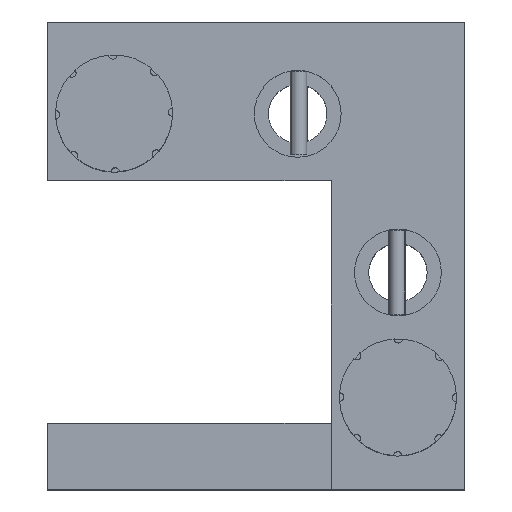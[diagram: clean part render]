
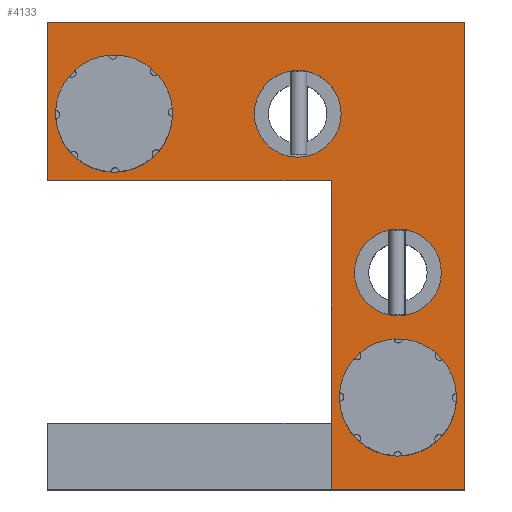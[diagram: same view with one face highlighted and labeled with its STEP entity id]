
A CAD part, top view. The second image highlights one B-rep face of the part: STEP entity #4133.
In plain terms, the highlighted planar face has unit normal (0, 0, 1).
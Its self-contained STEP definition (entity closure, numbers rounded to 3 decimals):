
#686 = ORIENTED_EDGE ( 'NONE', *, *, #3079, .T. ) ;
#692 = VERTEX_POINT ( 'NONE', #1862 ) ;
#736 = VERTEX_POINT ( 'NONE', #2159 ) ;
#810 = ORIENTED_EDGE ( 'NONE', *, *, #3133, .T. ) ;
#817 = VERTEX_POINT ( 'NONE', #1885 ) ;
#825 = ORIENTED_EDGE ( 'NONE', *, *, #3060, .F. ) ;
#897 = ORIENTED_EDGE ( 'NONE', *, *, #2824, .T. ) ;
#921 = VERTEX_POINT ( 'NONE', #2084 ) ;
#927 = VERTEX_POINT ( 'NONE', #1545 ) ;
#940 = ORIENTED_EDGE ( 'NONE', *, *, #3130, .F. ) ;
#965 = VERTEX_POINT ( 'NONE', #1846 ) ;
#966 = VERTEX_POINT ( 'NONE', #1835 ) ;
#979 = ORIENTED_EDGE ( 'NONE', *, *, #3111, .T. ) ;
#998 = ORIENTED_EDGE ( 'NONE', *, *, #3127, .F. ) ;
#1003 = VERTEX_POINT ( 'NONE', #2010 ) ;
#1008 = VERTEX_POINT ( 'NONE', #1951 ) ;
#1051 = ORIENTED_EDGE ( 'NONE', *, *, #3008, .T. ) ;
#1056 = ORIENTED_EDGE ( 'NONE', *, *, #2872, .F. ) ;
#1068 = ORIENTED_EDGE ( 'NONE', *, *, #3145, .T. ) ;
#1084 = VERTEX_POINT ( 'NONE', #1511 ) ;
#1145 = VERTEX_POINT ( 'NONE', #2140 ) ;
#1175 = VERTEX_POINT ( 'NONE', #1746 ) ;
#1177 = ORIENTED_EDGE ( 'NONE', *, *, #3002, .F. ) ;
#1185 = ORIENTED_EDGE ( 'NONE', *, *, #3000, .F. ) ;
#1189 = ORIENTED_EDGE ( 'NONE', *, *, #3144, .F. ) ;
#1236 = VERTEX_POINT ( 'NONE', #2053 ) ;
#1239 = VERTEX_POINT ( 'NONE', #2020 ) ;
#1244 = ORIENTED_EDGE ( 'NONE', *, *, #3018, .F. ) ;
#1374 = VECTOR ( 'NONE', #2153, 1000. ) ;
#1397 = VECTOR ( 'NONE', #5656, 1000. ) ;
#1404 = AXIS2_PLACEMENT_3D ( 'NONE', #6451, #6458, #6459 ) ;
#1453 = VECTOR ( 'NONE', #6421, 1000. ) ;
#1459 = AXIS2_PLACEMENT_3D ( 'NONE', #6499, #6509, #6390 ) ;
#1468 = EDGE_LOOP ( 'NONE', ( #1056, #940 ) ) ;
#1511 = CARTESIAN_POINT ( 'NONE',  ( -51.838, -14.447, 6.5 ) ) ;
#1545 = CARTESIAN_POINT ( 'NONE',  ( -26.838, -14.447, 6.5 ) ) ;
#1694 = EDGE_LOOP ( 'NONE', ( #1185, #825 ) ) ;
#1746 = CARTESIAN_POINT ( 'NONE',  ( -33.438, -29.447, 6.5 ) ) ;
#1749 = CARTESIAN_POINT ( 'NONE',  ( -51.838, -23.947, 6.5 ) ) ;
#1826 = EDGE_LOOP ( 'NONE', ( #1051, #686, #897, #810, #979, #1068 ) ) ;
#1835 = CARTESIAN_POINT ( 'NONE',  ( -34.838, -42.447, 6.5 ) ) ;
#1846 = CARTESIAN_POINT ( 'NONE',  ( -34.838, -23.947, 6.5 ) ) ;
#1862 = CARTESIAN_POINT ( 'NONE',  ( -50.838, -19.947, 6.5 ) ) ;
#1885 = CARTESIAN_POINT ( 'NONE',  ( -34.238, -19.947, 6.5 ) ) ;
#1951 = CARTESIAN_POINT ( 'NONE',  ( -39.438, -19.947, 6.5 ) ) ;
#1954 = EDGE_LOOP ( 'NONE', ( #1189, #1177 ) ) ;
#2010 = CARTESIAN_POINT ( 'NONE',  ( -33.838, -36.947, 6.5 ) ) ;
#2020 = CARTESIAN_POINT ( 'NONE',  ( -44.838, -19.947, 6.5 ) ) ;
#2030 = AXIS2_PLACEMENT_3D ( 'NONE', #6384, #6383, #6386 ) ;
#2053 = CARTESIAN_POINT ( 'NONE',  ( -51.838, -23.947, 6.5 ) ) ;
#2068 = AXIS2_PLACEMENT_3D ( 'NONE', #6317, #6313, #6311 ) ;
#2076 = LINE ( 'NONE', #1749, #1374 ) ;
#2084 = CARTESIAN_POINT ( 'NONE',  ( -26.838, -42.447, 6.5 ) ) ;
#2140 = CARTESIAN_POINT ( 'NONE',  ( -28.238, -29.447, 6.5 ) ) ;
#2149 = EDGE_LOOP ( 'NONE', ( #998, #1244 ) ) ;
#2153 = DIRECTION ( 'NONE',  ( 0., -1., 0. ) ) ;
#2159 = CARTESIAN_POINT ( 'NONE',  ( -27.838, -36.947, 6.5 ) ) ;
#2267 = AXIS2_PLACEMENT_3D ( 'NONE', #3514, #3553, #3284 ) ;
#2309 = VECTOR ( 'NONE', #5911, 1000. ) ;
#2344 = VECTOR ( 'NONE', #5865, 1000. ) ;
#2345 = AXIS2_PLACEMENT_3D ( 'NONE', #5853, #5854, #5855 ) ;
#2574 = AXIS2_PLACEMENT_3D ( 'NONE', #5899, #5906, #5907 ) ;
#2650 = VECTOR ( 'NONE', #5799, 1000. ) ;
#2817 = AXIS2_PLACEMENT_3D ( 'NONE', #5844, #5845, #5846 ) ;
#2824 = EDGE_CURVE ( 'NONE', #1084, #1236, #2076, .T. ) ;
#2872 = EDGE_CURVE ( 'NONE', #1145, #1175, #4559, .T. ) ;
#3000 = EDGE_CURVE ( 'NONE', #817, #1008, #4618, .T. ) ;
#3002 = EDGE_CURVE ( 'NONE', #1003, #736, #4601, .T. ) ;
#3008 = EDGE_CURVE ( 'NONE', #921, #927, #6419, .T. ) ;
#3018 = EDGE_CURVE ( 'NONE', #692, #1239, #4550, .T. ) ;
#3060 = EDGE_CURVE ( 'NONE', #1008, #817, #4641, .T. ) ;
#3079 = EDGE_CURVE ( 'NONE', #927, #1084, #5654, .T. ) ;
#3111 = EDGE_CURVE ( 'NONE', #965, #966, #5797, .T. ) ;
#3127 = EDGE_CURVE ( 'NONE', #1239, #692, #4426, .T. ) ;
#3130 = EDGE_CURVE ( 'NONE', #1175, #1145, #4634, .T. ) ;
#3133 = EDGE_CURVE ( 'NONE', #1236, #965, #5863, .T. ) ;
#3144 = EDGE_CURVE ( 'NONE', #736, #1003, #4409, .T. ) ;
#3145 = EDGE_CURVE ( 'NONE', #966, #921, #5909, .T. ) ;
#3284 = DIRECTION ( 'NONE',  ( 1., 0., 0. ) ) ;
#3514 = CARTESIAN_POINT ( 'NONE',  ( -30.838, -29.447, 6.5 ) ) ;
#3553 = DIRECTION ( 'NONE',  ( 0., 0., 1. ) ) ;
#3741 = FACE_BOUND ( 'NONE', #1694, .T. ) ;
#3817 = FACE_BOUND ( 'NONE', #1468, .T. ) ;
#3818 = AXIS2_PLACEMENT_3D ( 'NONE', #6146, #6147, #6148 ) ;
#3821 = FACE_BOUND ( 'NONE', #1954, .T. ) ;
#3826 = FACE_BOUND ( 'NONE', #2149, .T. ) ;
#3896 = FACE_OUTER_BOUND ( 'NONE', #1826, .T. ) ;
#4133 = ADVANCED_FACE ( 'NONE', ( #3741, #3817, #3821, #3826, #3896 ), #6145, .F. ) ;
#4409 = CIRCLE ( 'NONE', #2574, 3. ) ;
#4426 = CIRCLE ( 'NONE', #2817, 3. ) ;
#4550 = CIRCLE ( 'NONE', #1404, 3. ) ;
#4559 = CIRCLE ( 'NONE', #2267, 2.6 ) ;
#4601 = CIRCLE ( 'NONE', #1459, 3. ) ;
#4618 = CIRCLE ( 'NONE', #2030, 2.6 ) ;
#4634 = CIRCLE ( 'NONE', #2345, 2.6 ) ;
#4641 = CIRCLE ( 'NONE', #2068, 2.6 ) ;
#5654 = LINE ( 'NONE', #5655, #1397 ) ;
#5655 = CARTESIAN_POINT ( 'NONE',  ( -51.838, -14.447, 6.5 ) ) ;
#5656 = DIRECTION ( 'NONE',  ( -1., 0., 0. ) ) ;
#5797 = LINE ( 'NONE', #5798, #2650 ) ;
#5798 = CARTESIAN_POINT ( 'NONE',  ( -34.838, -23.947, 6.5 ) ) ;
#5799 = DIRECTION ( 'NONE',  ( 0., -1., 0. ) ) ;
#5844 = CARTESIAN_POINT ( 'NONE',  ( -47.838, -19.947, 6.5 ) ) ;
#5845 = DIRECTION ( 'NONE',  ( 0., 0., 1. ) ) ;
#5846 = DIRECTION ( 'NONE',  ( 1., 0., 0. ) ) ;
#5853 = CARTESIAN_POINT ( 'NONE',  ( -30.838, -29.447, 6.5 ) ) ;
#5854 = DIRECTION ( 'NONE',  ( 0., 0., 1. ) ) ;
#5855 = DIRECTION ( 'NONE',  ( 1., 0., 0. ) ) ;
#5863 = LINE ( 'NONE', #5864, #2344 ) ;
#5864 = CARTESIAN_POINT ( 'NONE',  ( -51.838, -23.947, 6.5 ) ) ;
#5865 = DIRECTION ( 'NONE',  ( 1., 0., 0. ) ) ;
#5899 = CARTESIAN_POINT ( 'NONE',  ( -30.838, -36.947, 6.5 ) ) ;
#5906 = DIRECTION ( 'NONE',  ( 0., 0., 1. ) ) ;
#5907 = DIRECTION ( 'NONE',  ( 1., 0., 0. ) ) ;
#5909 = LINE ( 'NONE', #5910, #2309 ) ;
#5910 = CARTESIAN_POINT ( 'NONE',  ( -26.838, -42.447, 6.5 ) ) ;
#5911 = DIRECTION ( 'NONE',  ( 1., 0., 0. ) ) ;
#6145 = PLANE ( 'NONE',  #3818 ) ;
#6146 = CARTESIAN_POINT ( 'NONE',  ( -51.838, -14.447, 6.5 ) ) ;
#6147 = DIRECTION ( 'NONE',  ( 0., 0., -1. ) ) ;
#6148 = DIRECTION ( 'NONE',  ( -1., 0., 0. ) ) ;
#6311 = DIRECTION ( 'NONE',  ( 1., 0., 0. ) ) ;
#6313 = DIRECTION ( 'NONE',  ( 0., 0., 1. ) ) ;
#6317 = CARTESIAN_POINT ( 'NONE',  ( -36.838, -19.947, 6.5 ) ) ;
#6383 = DIRECTION ( 'NONE',  ( 0., 0., 1. ) ) ;
#6384 = CARTESIAN_POINT ( 'NONE',  ( -36.838, -19.947, 6.5 ) ) ;
#6386 = DIRECTION ( 'NONE',  ( 1., 0., 0. ) ) ;
#6390 = DIRECTION ( 'NONE',  ( 1., 0., 0. ) ) ;
#6419 = LINE ( 'NONE', #6420, #1453 ) ;
#6420 = CARTESIAN_POINT ( 'NONE',  ( -26.838, -14.447, 6.5 ) ) ;
#6421 = DIRECTION ( 'NONE',  ( 0., 1., 0. ) ) ;
#6451 = CARTESIAN_POINT ( 'NONE',  ( -47.838, -19.947, 6.5 ) ) ;
#6458 = DIRECTION ( 'NONE',  ( 0., 0., 1. ) ) ;
#6459 = DIRECTION ( 'NONE',  ( 1., 0., 0. ) ) ;
#6499 = CARTESIAN_POINT ( 'NONE',  ( -30.838, -36.947, 6.5 ) ) ;
#6509 = DIRECTION ( 'NONE',  ( 0., 0., 1. ) ) ;
